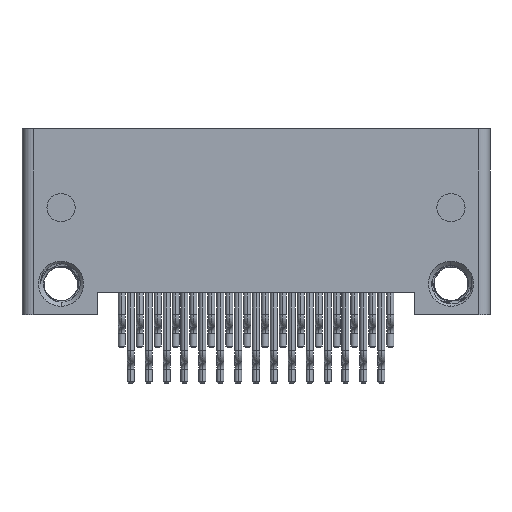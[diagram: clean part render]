
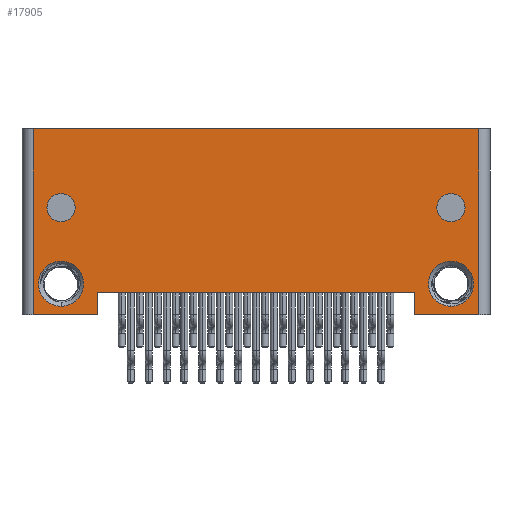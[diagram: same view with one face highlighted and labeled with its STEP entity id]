
A CAD part, front view. The second image highlights one B-rep face of the part: STEP entity #17905.
In plain terms, the highlighted planar face has unit normal (0, -1, 0).
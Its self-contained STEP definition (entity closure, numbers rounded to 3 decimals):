
#702=DIRECTION('',(-1.,0.,0.));
#703=VECTOR('',#702,15.81);
#704=CARTESIAN_POINT('',(7.905,-1.93,0.));
#705=LINE('',#704,#703);
#706=DIRECTION('',(1.,0.,0.));
#707=VECTOR('',#706,11.25);
#708=CARTESIAN_POINT('',(-5.625,-1.93,-5.8));
#709=LINE('',#708,#707);
#710=DIRECTION('',(0.,0.,1.));
#711=VECTOR('',#710,0.8);
#712=CARTESIAN_POINT('',(-5.625,-1.93,-6.6));
#713=LINE('',#712,#711);
#714=CARTESIAN_POINT('',(6.92,-1.93,-2.8));
#715=DIRECTION('',(0.,1.,0.));
#716=DIRECTION('',(0.,0.,-1.));
#717=AXIS2_PLACEMENT_3D('',#714,#715,#716);
#719=CARTESIAN_POINT('',(6.92,-1.93,-2.8));
#720=DIRECTION('',(0.,1.,0.));
#721=DIRECTION('',(0.,0.,1.));
#722=AXIS2_PLACEMENT_3D('',#719,#720,#721);
#724=CARTESIAN_POINT('',(-6.92,-1.93,-2.8));
#725=DIRECTION('',(0.,1.,0.));
#726=DIRECTION('',(0.,0.,-1.));
#727=AXIS2_PLACEMENT_3D('',#724,#725,#726);
#729=CARTESIAN_POINT('',(-6.92,-1.93,-2.8));
#730=DIRECTION('',(0.,1.,0.));
#731=DIRECTION('',(0.,0.,1.));
#732=AXIS2_PLACEMENT_3D('',#729,#730,#731);
#734=CARTESIAN_POINT('',(6.92,-1.93,-5.5));
#735=DIRECTION('',(0.,1.,0.));
#736=DIRECTION('',(0.,0.,-1.));
#737=AXIS2_PLACEMENT_3D('',#734,#735,#736);
#739=CARTESIAN_POINT('',(6.92,-1.93,-5.5));
#740=DIRECTION('',(0.,1.,0.));
#741=DIRECTION('',(0.,0.,1.));
#742=AXIS2_PLACEMENT_3D('',#739,#740,#741);
#744=CARTESIAN_POINT('',(-6.92,-1.93,-5.5));
#745=DIRECTION('',(0.,1.,0.));
#746=DIRECTION('',(0.,0.,-1.));
#747=AXIS2_PLACEMENT_3D('',#744,#745,#746);
#749=CARTESIAN_POINT('',(-6.92,-1.93,-5.5));
#750=DIRECTION('',(0.,1.,0.));
#751=DIRECTION('',(0.,0.,1.));
#752=AXIS2_PLACEMENT_3D('',#749,#750,#751);
#758=DIRECTION('',(0.,0.,-1.));
#759=VECTOR('',#758,6.6);
#760=CARTESIAN_POINT('',(7.905,-1.93,0.));
#761=LINE('',#760,#759);
#818=DIRECTION('',(0.,0.,1.));
#819=VECTOR('',#818,0.8);
#820=CARTESIAN_POINT('',(5.625,-1.93,-6.6));
#821=LINE('',#820,#819);
#847=DIRECTION('',(-1.,0.,0.));
#848=VECTOR('',#847,2.28);
#849=CARTESIAN_POINT('',(7.905,-1.93,-6.6));
#850=LINE('',#849,#848);
#3111=DIRECTION('',(-1.,0.,0.));
#3112=VECTOR('',#3111,2.28);
#3113=CARTESIAN_POINT('',(-5.625,-1.93,-6.6));
#3114=LINE('',#3113,#3112);
#5211=DIRECTION('',(0.,0.,1.));
#5212=VECTOR('',#5211,6.6);
#5213=CARTESIAN_POINT('',(-7.905,-1.93,-6.6));
#5214=LINE('',#5213,#5212);
#15141=CARTESIAN_POINT('',(-7.905,-1.93,0.));
#15143=VERTEX_POINT('',#15141);
#15299=CARTESIAN_POINT('',(7.905,-1.93,-6.6));
#15301=VERTEX_POINT('',#15299);
#15590=CARTESIAN_POINT('',(7.905,-1.93,0.));
#15591=VERTEX_POINT('',#15590);
#15924=CARTESIAN_POINT('',(5.625,-1.93,-6.6));
#15926=VERTEX_POINT('',#15924);
#16214=CARTESIAN_POINT('',(-5.625,-1.93,-5.8));
#16215=CARTESIAN_POINT('',(5.625,-1.93,-5.8));
#16216=VERTEX_POINT('',#16214);
#16217=VERTEX_POINT('',#16215);
#16364=CARTESIAN_POINT('',(6.92,-1.93,-4.7));
#16366=VERTEX_POINT('',#16364);
#16594=CARTESIAN_POINT('',(6.92,-1.93,-2.3));
#16596=VERTEX_POINT('',#16594);
#16644=CARTESIAN_POINT('',(-6.92,-1.93,-3.3));
#16645=CARTESIAN_POINT('',(-6.92,-1.93,-2.3));
#16646=VERTEX_POINT('',#16644);
#16647=VERTEX_POINT('',#16645);
#16902=CARTESIAN_POINT('',(-6.92,-1.93,-6.3));
#16904=VERTEX_POINT('',#16902);
#16972=CARTESIAN_POINT('',(-5.625,-1.93,-6.6));
#16973=VERTEX_POINT('',#16972);
#17137=CARTESIAN_POINT('',(-6.92,-1.93,-4.7));
#17138=VERTEX_POINT('',#17137);
#17141=CARTESIAN_POINT('',(6.92,-1.93,-3.3));
#17142=VERTEX_POINT('',#17141);
#17183=CARTESIAN_POINT('',(-7.905,-1.93,-6.6));
#17185=VERTEX_POINT('',#17183);
#17251=CARTESIAN_POINT('',(6.92,-1.93,-6.3));
#17252=VERTEX_POINT('',#17251);
#17861=CARTESIAN_POINT('',(-8.305,-1.93,0.));
#17862=DIRECTION('',(0.,1.,0.));
#17863=DIRECTION('',(0.,0.,1.));
#17864=AXIS2_PLACEMENT_3D('',#17861,#17862,#17863);
#17865=PLANE('',#17864);
#17866=ORIENTED_EDGE('',*,*,#17495,.F.);
#17868=ORIENTED_EDGE('',*,*,#17867,.T.);
#17870=ORIENTED_EDGE('',*,*,#17869,.T.);
#17872=ORIENTED_EDGE('',*,*,#17871,.T.);
#17873=ORIENTED_EDGE('',*,*,#17840,.F.);
#17874=ORIENTED_EDGE('',*,*,#17568,.F.);
#17876=ORIENTED_EDGE('',*,*,#17875,.T.);
#17878=ORIENTED_EDGE('',*,*,#17877,.T.);
#17879=EDGE_LOOP('',(#17866,#17868,#17870,#17872,#17873,#17874,#17876,#17878));
#17880=FACE_OUTER_BOUND('',#17879,.F.);
#17882=ORIENTED_EDGE('',*,*,#17881,.F.);
#17884=ORIENTED_EDGE('',*,*,#17883,.F.);
#17885=EDGE_LOOP('',(#17882,#17884));
#17886=FACE_BOUND('',#17885,.F.);
#17888=ORIENTED_EDGE('',*,*,#17887,.F.);
#17890=ORIENTED_EDGE('',*,*,#17889,.F.);
#17891=EDGE_LOOP('',(#17888,#17890));
#17892=FACE_BOUND('',#17891,.F.);
#17894=ORIENTED_EDGE('',*,*,#17893,.F.);
#17896=ORIENTED_EDGE('',*,*,#17895,.F.);
#17897=EDGE_LOOP('',(#17894,#17896));
#17898=FACE_BOUND('',#17897,.F.);
#17900=ORIENTED_EDGE('',*,*,#17899,.F.);
#17902=ORIENTED_EDGE('',*,*,#17901,.F.);
#17903=EDGE_LOOP('',(#17900,#17902));
#17904=FACE_BOUND('',#17903,.F.);
#718=CIRCLE('',#717,0.5);
#723=CIRCLE('',#722,0.5);
#728=CIRCLE('',#727,0.5);
#733=CIRCLE('',#732,0.5);
#738=CIRCLE('',#737,0.8);
#743=CIRCLE('',#742,0.8);
#748=CIRCLE('',#747,0.8);
#753=CIRCLE('',#752,0.8);
#17495=EDGE_CURVE('',#15591,#15143,#705,.T.);
#17568=EDGE_CURVE('',#16973,#16216,#713,.T.);
#17840=EDGE_CURVE('',#16216,#16217,#709,.T.);
#17867=EDGE_CURVE('',#15591,#15301,#761,.T.);
#17869=EDGE_CURVE('',#15301,#15926,#850,.T.);
#17871=EDGE_CURVE('',#15926,#16217,#821,.T.);
#17875=EDGE_CURVE('',#16973,#17185,#3114,.T.);
#17877=EDGE_CURVE('',#17185,#15143,#5214,.T.);
#17881=EDGE_CURVE('',#17142,#16596,#718,.T.);
#17883=EDGE_CURVE('',#16596,#17142,#723,.T.);
#17887=EDGE_CURVE('',#16646,#16647,#728,.T.);
#17889=EDGE_CURVE('',#16647,#16646,#733,.T.);
#17893=EDGE_CURVE('',#17252,#16366,#738,.T.);
#17895=EDGE_CURVE('',#16366,#17252,#743,.T.);
#17899=EDGE_CURVE('',#16904,#17138,#748,.T.);
#17901=EDGE_CURVE('',#17138,#16904,#753,.T.);
#17905=ADVANCED_FACE('',(#17880,#17886,#17892,#17898,#17904),#17865,.F.);
